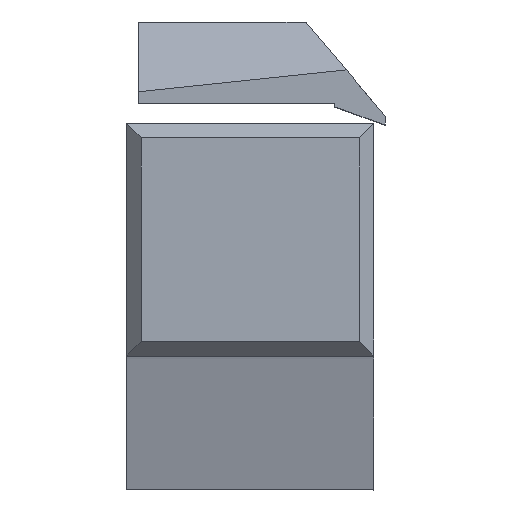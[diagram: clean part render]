
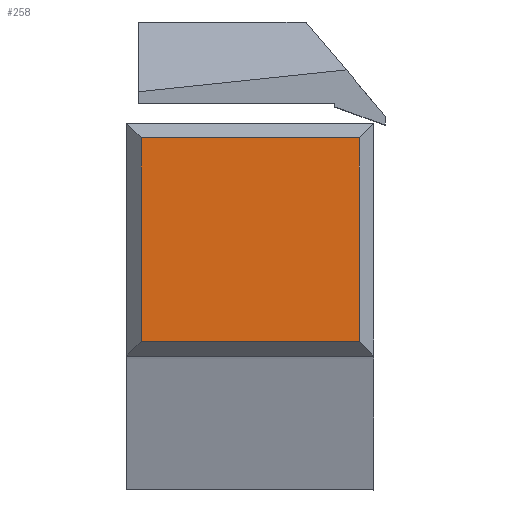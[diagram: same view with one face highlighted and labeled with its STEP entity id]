
A CAD part, top view. The second image highlights one B-rep face of the part: STEP entity #258.
In plain terms, the highlighted planar face has unit normal (0, 0, 1).
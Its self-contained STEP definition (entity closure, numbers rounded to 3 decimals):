
#32 = CARTESIAN_POINT ( 'NONE',  ( 1., 0., 0. ) ) ;
#54 = CARTESIAN_POINT ( 'NONE',  ( 0., 15., 0. ) ) ;
#88 = VERTEX_POINT ( 'NONE', #870 ) ;
#92 = LINE ( 'NONE', #32, #729 ) ;
#110 = DIRECTION ( 'NONE',  ( 0., 0., 1. ) ) ;
#149 = LINE ( 'NONE', #602, #994 ) ;
#192 = VECTOR ( 'NONE', #890, 1000. ) ;
#225 = CARTESIAN_POINT ( 'NONE',  ( 1., 1., 0. ) ) ;
#258 = ADVANCED_FACE ( 'NONE', ( #430 ), #613, .T. ) ;
#292 = LINE ( 'NONE', #647, #192 ) ;
#355 = ORIENTED_EDGE ( 'NONE', *, *, #883, .T. ) ;
#369 = EDGE_CURVE ( 'NONE', #88, #724, #292, .T. ) ;
#404 = EDGE_LOOP ( 'NONE', ( #1007, #492, #355, #531 ) ) ;
#430 = FACE_OUTER_BOUND ( 'NONE', #404, .T. ) ;
#438 = DIRECTION ( 'NONE',  ( 1., 0., 0. ) ) ;
#468 = VERTEX_POINT ( 'NONE', #662 ) ;
#492 = ORIENTED_EDGE ( 'NONE', *, *, #369, .T. ) ;
#531 = ORIENTED_EDGE ( 'NONE', *, *, #681, .T. ) ;
#549 = DIRECTION ( 'NONE',  ( -1., 0., 0. ) ) ;
#602 = CARTESIAN_POINT ( 'NONE',  ( 0., 1., 0. ) ) ;
#613 = PLANE ( 'NONE',  #731 ) ;
#618 = EDGE_CURVE ( 'NONE', #950, #88, #149, .T. ) ;
#647 = CARTESIAN_POINT ( 'NONE',  ( 16., 0., 0. ) ) ;
#662 = CARTESIAN_POINT ( 'NONE',  ( 1., 15., 0. ) ) ;
#681 = EDGE_CURVE ( 'NONE', #468, #950, #92, .T. ) ;
#693 = DIRECTION ( 'NONE',  ( 1., 0., 0. ) ) ;
#694 = CARTESIAN_POINT ( 'NONE',  ( 16., 15., 0. ) ) ;
#724 = VERTEX_POINT ( 'NONE', #694 ) ;
#729 = VECTOR ( 'NONE', #1014, 1000. ) ;
#731 = AXIS2_PLACEMENT_3D ( 'NONE', #934, #110, #693 ) ;
#768 = VECTOR ( 'NONE', #549, 1000. ) ;
#870 = CARTESIAN_POINT ( 'NONE',  ( 16., 1., 0. ) ) ;
#883 = EDGE_CURVE ( 'NONE', #724, #468, #978, .T. ) ;
#890 = DIRECTION ( 'NONE',  ( 0., 1., 0. ) ) ;
#934 = CARTESIAN_POINT ( 'NONE',  ( 0., 0., 0. ) ) ;
#950 = VERTEX_POINT ( 'NONE', #225 ) ;
#978 = LINE ( 'NONE', #54, #768 ) ;
#994 = VECTOR ( 'NONE', #438, 1000. ) ;
#1007 = ORIENTED_EDGE ( 'NONE', *, *, #618, .T. ) ;
#1014 = DIRECTION ( 'NONE',  ( 0., -1., 0. ) ) ;
